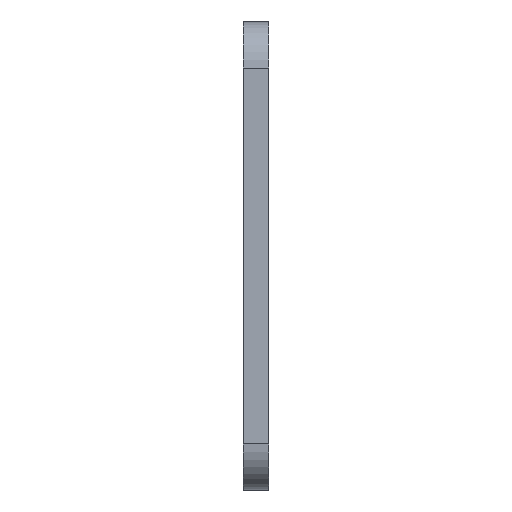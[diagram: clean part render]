
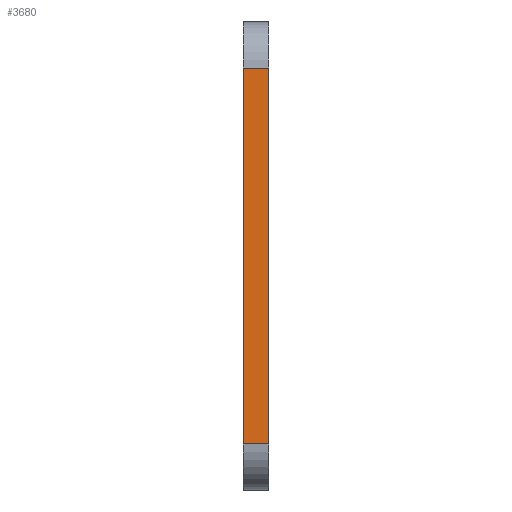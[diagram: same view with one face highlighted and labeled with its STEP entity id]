
A CAD part, left-side view. The second image highlights one B-rep face of the part: STEP entity #3680.
In plain terms, the highlighted planar face has unit normal (-1, 0, 0).
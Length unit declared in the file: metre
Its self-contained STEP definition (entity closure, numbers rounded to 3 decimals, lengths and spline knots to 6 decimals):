
#326=LINE('',#5105,#720);
#366=LINE('',#5492,#760);
#474=LINE('',#5739,#868);
#476=LINE('',#5742,#870);
#720=VECTOR('',#4104,1.);
#760=VECTOR('',#4168,1.);
#868=VECTOR('',#4316,1.);
#870=VECTOR('',#4320,1.);
#1474=ORIENTED_EDGE('',*,*,#2412,.T.);
#1475=ORIENTED_EDGE('',*,*,#2532,.F.);
#1476=ORIENTED_EDGE('',*,*,#2290,.F.);
#1477=ORIENTED_EDGE('',*,*,#2530,.T.);
#2290=EDGE_CURVE('',#2844,#2845,#326,.T.);
#2412=EDGE_CURVE('',#2960,#2966,#366,.T.);
#2530=EDGE_CURVE('',#2844,#2960,#474,.T.);
#2532=EDGE_CURVE('',#2845,#2966,#476,.T.);
#2844=VERTEX_POINT('',#5104);
#2845=VERTEX_POINT('',#5106);
#2960=VERTEX_POINT('',#5479);
#2966=VERTEX_POINT('',#5491);
#3142=EDGE_LOOP('',(#1474,#1475,#1476,#1477));
#3380=FACE_BOUND('',#3142,.T.);
#3571=PLANE('',#3899);
#3680=ADVANCED_FACE('',(#3380),#3571,.F.);
#3899=AXIS2_PLACEMENT_3D('',#5741,#4318,#4319);
#4104=DIRECTION('',(0.,0.,1.));
#4168=DIRECTION('',(0.,0.,1.));
#4316=DIRECTION('',(0.,-1.,0.));
#4318=DIRECTION('',(1.,0.,0.));
#4319=DIRECTION('',(0.,-1.,0.));
#4320=DIRECTION('',(0.,-1.,0.));
#5104=CARTESIAN_POINT('',(0.01886,0.01592,-0.10008));
#5105=CARTESIAN_POINT('',(0.01886,0.01592,-0.01959));
#5106=CARTESIAN_POINT('',(0.01886,0.01592,-0.02659));
#5479=CARTESIAN_POINT('',(0.01886,0.01092,-0.10008));
#5491=CARTESIAN_POINT('',(0.01886,0.01092,-0.02659));
#5492=CARTESIAN_POINT('',(0.01886,0.01092,-0.01959));
#5739=CARTESIAN_POINT('',(0.01886,0.01592,-0.10008));
#5741=CARTESIAN_POINT('',(0.01886,0.01592,-0.01959));
#5742=CARTESIAN_POINT('',(0.01886,0.01592,-0.02659));
